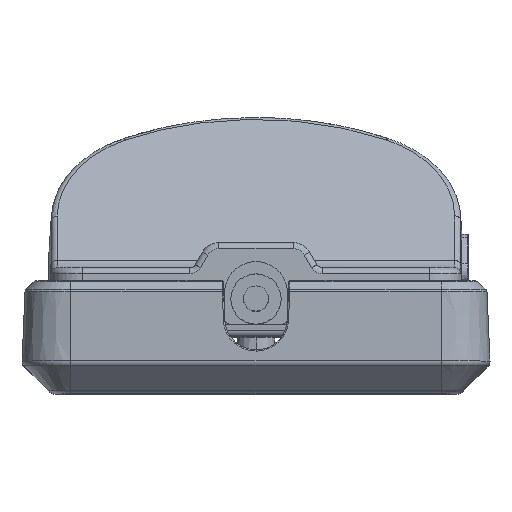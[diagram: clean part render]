
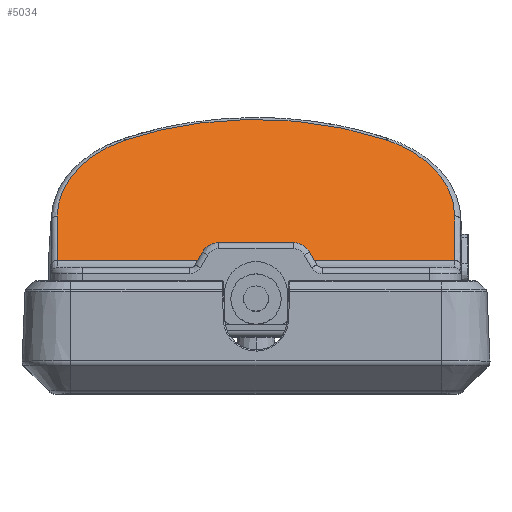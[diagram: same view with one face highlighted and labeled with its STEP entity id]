
A CAD part, top view. The second image highlights one B-rep face of the part: STEP entity #5034.
In plain terms, the highlighted face is planar.
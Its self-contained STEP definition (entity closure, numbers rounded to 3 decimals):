
#377=DIRECTION('',(1.,0.,0.));
#378=VECTOR('',#377,63.288);
#379=CARTESIAN_POINT('',(-31.638,-1.289,
-1.289));
#380=LINE('',#379,#378);
#404=CARTESIAN_POINT('',(20.805,-20.491,-20.491));
#405=CARTESIAN_POINT('',(22.431,-19.946,-19.946));
#406=CARTESIAN_POINT('',(24.278,-19.083,-19.083));
#407=CARTESIAN_POINT('',(26.235,-17.769,-17.769));
#408=CARTESIAN_POINT('',(27.44,-16.836,-16.836));
#409=CARTESIAN_POINT('',(28.492,-15.825,-15.825));
#410=CARTESIAN_POINT('',(29.392,-14.739,-14.739));
#411=CARTESIAN_POINT('',(30.19,-13.596,-13.596));
#412=CARTESIAN_POINT('',(30.956,-12.122,-12.122));
#413=CARTESIAN_POINT('',(31.521,-10.277,-10.277));
#414=CARTESIAN_POINT('',(31.65,-8.999,-8.999));
#415=CARTESIAN_POINT('',(31.65,-8.365,-8.365));
#417=CARTESIAN_POINT('',(-20.799,-20.493,-20.493));
#418=CARTESIAN_POINT('',(-19.166,-21.04,
-21.04));
#419=CARTESIAN_POINT('',(-15.844,-21.992,
-21.992));
#420=CARTESIAN_POINT('',(-10.703,-23.014,
-23.014));
#421=CARTESIAN_POINT('',(-6.28,-23.543,
-23.543));
#422=CARTESIAN_POINT('',(-2.684,-23.759,
-23.759));
#423=CARTESIAN_POINT('',(0.886,-23.831,
-23.831));
#424=CARTESIAN_POINT('',(5.328,-23.652,-23.652));
#425=CARTESIAN_POINT('',(9.745,-23.131,-23.131));
#426=CARTESIAN_POINT('',(13.248,-22.508,-22.508));
#427=CARTESIAN_POINT('',(16.675,-21.755,-21.755));
#428=CARTESIAN_POINT('',(19.174,-21.039,-21.039));
#429=CARTESIAN_POINT('',(20.805,-20.491,-20.491));
#431=CARTESIAN_POINT('',(-31.651,-8.38,
-8.38));
#432=CARTESIAN_POINT('',(-31.649,-9.652,
-9.652));
#433=CARTESIAN_POINT('',(-31.335,-11.201,
-11.201));
#434=CARTESIAN_POINT('',(-30.494,-13.012,
-13.012));
#435=CARTESIAN_POINT('',(-29.817,-14.181,
-14.181));
#436=CARTESIAN_POINT('',(-28.976,-15.285,
-15.285));
#437=CARTESIAN_POINT('',(-27.974,-16.324,
-16.324));
#438=CARTESIAN_POINT('',(-26.855,-17.323,
-17.323));
#439=CARTESIAN_POINT('',(-25.3,-18.443,
-18.443));
#440=CARTESIAN_POINT('',(-23.185,-19.593,
-19.593));
#441=CARTESIAN_POINT('',(-21.609,-20.222,
-20.222));
#442=CARTESIAN_POINT('',(-20.799,-20.493,-20.493));
#444=CARTESIAN_POINT('',(-31.638,-1.289,
-1.289));
#445=CARTESIAN_POINT('',(-31.642,-1.584,
-1.584));
#446=CARTESIAN_POINT('',(-31.651,-2.175,
-2.175));
#447=CARTESIAN_POINT('',(-31.656,-3.357,
-3.357));
#448=CARTESIAN_POINT('',(-31.657,-5.425,
-5.425));
#449=CARTESIAN_POINT('',(-31.653,-7.198,
-7.198));
#450=CARTESIAN_POINT('',(-31.651,-8.38,
-8.38));
#2791=DIRECTION('',(0.,-0.707,-0.707));
#2792=VECTOR('',#2791,10.007);
#2793=CARTESIAN_POINT('',(31.65,-1.289,
-1.289));
#2794=LINE('',#2793,#2792);
#2804=CARTESIAN_POINT('',(31.65,-1.289,
-1.289));
#3850=CARTESIAN_POINT('',(-31.638,-1.289,
-1.289));
#4199=VERTEX_POINT('',#3850);
#4504=VERTEX_POINT('',#2804);
#4566=VERTEX_POINT('',#431);
#4567=VERTEX_POINT('',#442);
#4598=VERTEX_POINT('',#429);
#4653=CARTESIAN_POINT('',(31.65,-8.365,
-8.365));
#4654=VERTEX_POINT('',#4653);
#5016=CARTESIAN_POINT('',(-33.,0.,0.));
#5017=DIRECTION('',(0.,-0.707,0.707));
#5018=DIRECTION('',(0.,-0.707,-0.707));
#5019=AXIS2_PLACEMENT_3D('',#5016,#5017,#5018);
#5020=PLANE('',#5019);
#5022=ORIENTED_EDGE('',*,*,#5021,.F.);
#5024=ORIENTED_EDGE('',*,*,#5023,.F.);
#5026=ORIENTED_EDGE('',*,*,#5025,.F.);
#5028=ORIENTED_EDGE('',*,*,#5027,.F.);
#5029=ORIENTED_EDGE('',*,*,#5006,.T.);
#5031=ORIENTED_EDGE('',*,*,#5030,.T.);
#5032=EDGE_LOOP('',(#5022,#5024,#5026,#5028,#5029,#5031));
#5033=FACE_OUTER_BOUND('',#5032,.F.);
#5034=ADVANCED_FACE('',(#5033),#5020,.T.);
#416=B_SPLINE_CURVE_WITH_KNOTS('',3,(#404,#405,#406,#407,#408,#409,#410,#411,
#412,#413,#414,#415),.UNSPECIFIED.,.F.,.F.,(4,1,1,1,1,1,1,1,1,4),(0.,
0.25,0.313,0.375,0.5,
0.563,0.625,0.75,0.875,1.),
.UNSPECIFIED.);
#430=B_SPLINE_CURVE_WITH_KNOTS('',3,(#417,#418,#419,#420,#421,#422,#423,#424,
#425,#426,#427,#428,#429),.UNSPECIFIED.,.F.,.F.,(4,1,1,1,1,1,1,1,1,1,4),(0.,
0.125,0.25,0.375,0.438,0.5,0.625,0.75,0.813,0.875,1.),
.UNSPECIFIED.);
#443=B_SPLINE_CURVE_WITH_KNOTS('',3,(#431,#432,#433,#434,#435,#436,#437,#438,
#439,#440,#441,#442),.UNSPECIFIED.,.F.,.F.,(4,1,1,1,1,1,1,1,1,4),(0.,0.25,
0.313,0.375,0.5,0.563,0.625,0.75,0.875,1.),.UNSPECIFIED.);
#451=B_SPLINE_CURVE_WITH_KNOTS('',3,(#444,#445,#446,#447,#448,#449,#450),
.UNSPECIFIED.,.F.,.F.,(4,1,1,1,4),(0.,0.125,0.25,0.5,1.),
.UNSPECIFIED.);
#5006=EDGE_CURVE('',#4199,#4504,#380,.T.);
#5021=EDGE_CURVE('',#4598,#4654,#416,.T.);
#5023=EDGE_CURVE('',#4567,#4598,#430,.T.);
#5025=EDGE_CURVE('',#4566,#4567,#443,.T.);
#5027=EDGE_CURVE('',#4199,#4566,#451,.T.);
#5030=EDGE_CURVE('',#4504,#4654,#2794,.T.);
